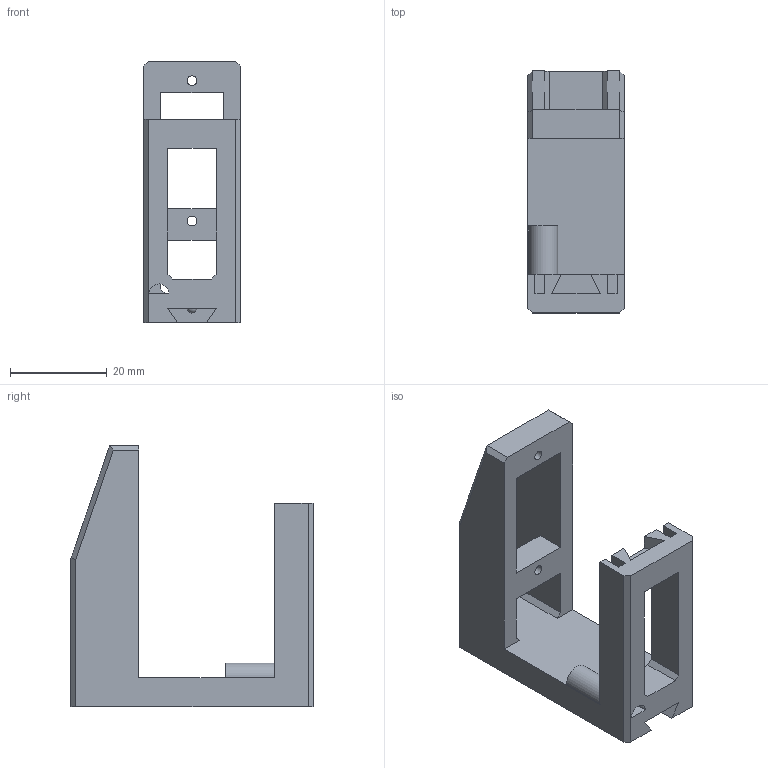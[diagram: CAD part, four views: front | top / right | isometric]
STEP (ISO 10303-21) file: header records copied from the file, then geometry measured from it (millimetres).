
FILE_DESCRIPTION(/* description */ (''),/* implementation_level */ '2;1');
FILE_NAME(/* name */ 'Haptic Module.step',/* time_stamp */ '2022-12-02T14:07:23-05:00',/* author */ (''),/* organization */ (''),/* preprocessor_version */ 'ST-DEVELOPER v19.2',/* originating_system */ 'Autodesk Translation Framework v11.17.0.187',/* authorisation */ '');
FILE_SCHEMA (('AUTOMOTIVE_DESIGN { 1 0 10303 214 3 1 1 }'));
Length unit declared in the file: millimetre
Products named in the file (1): (Unsaved)
Bounding box: 20 x 50 x 54 mm (x, y, z)
Volume: 13183.3 mm3; surface area: 9289.5 mm2
Topology: 1 solids, 1 shells, 57 faces, 171 edges, 112 vertices
Faces by surface type: plane 52, cylinder 4, sphere 1
Full cylindrical faces by diameter (mm): 2 x2
Entity records: 1946 total; most frequent: ORIENTED_EDGE 340, CARTESIAN_POINT 340, DIRECTION 296, EDGE_CURVE 170, LINE 160, VECTOR 160, VERTEX_POINT 112, AXIS2_PLACEMENT_3D 68
